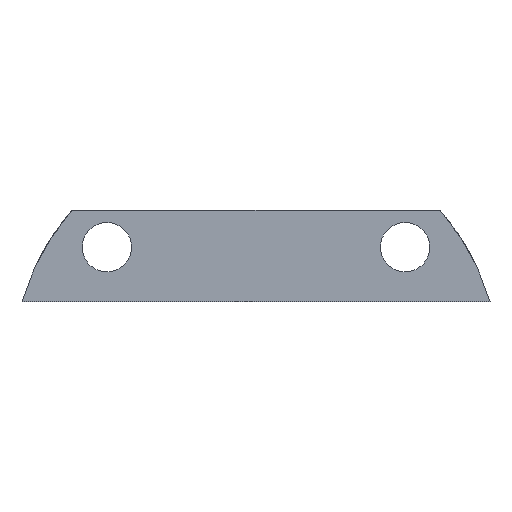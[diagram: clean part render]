
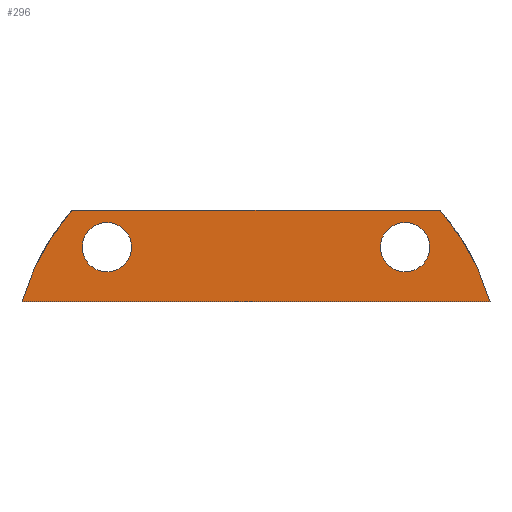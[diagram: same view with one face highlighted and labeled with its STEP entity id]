
A CAD part, front view. The second image highlights one B-rep face of the part: STEP entity #296.
In plain terms, the highlighted planar face has unit normal (0, -1, 0).
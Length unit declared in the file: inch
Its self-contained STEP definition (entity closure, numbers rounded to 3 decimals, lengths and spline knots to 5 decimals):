
#53 = ORIENTED_EDGE ( 'NONE', *, *, #358, .F. ) ;
#93 = VERTEX_POINT ( 'NONE', #1467 ) ;
#164 = AXIS2_PLACEMENT_3D ( 'NONE', #2353, #667, #1410 ) ;
#204 = AXIS2_PLACEMENT_3D ( 'NONE', #1025, #1954, #1610 ) ;
#212 = ORIENTED_EDGE ( 'NONE', *, *, #581, .T. ) ;
#229 = DIRECTION ( 'NONE',  ( 0., 1., 0. ) ) ;
#278 = CARTESIAN_POINT ( 'NONE',  ( 1.3337, 0., 0.39159 ) ) ;
#290 = CARTESIAN_POINT ( 'NONE',  ( -0.85, 0., 0.70121 ) ) ;
#296 = ADVANCED_FACE ( 'NONE', ( #994, #604, #1747 ), #1182, .F. ) ;
#358 = EDGE_CURVE ( 'NONE', #93, #1585, #1632, .T. ) ;
#365 = VERTEX_POINT ( 'NONE', #2322 ) ;
#468 = CARTESIAN_POINT ( 'NONE',  ( -0.85, 0., 0.70121 ) ) ;
#477 = DIRECTION ( 'NONE',  ( 0., 1., 0. ) ) ;
#530 = DIRECTION ( 'NONE',  ( 1., 0., 0. ) ) ;
#566 = EDGE_LOOP ( 'NONE', ( #572, #1115, #1253, #53 ) ) ;
#572 = ORIENTED_EDGE ( 'NONE', *, *, #1540, .T. ) ;
#581 = EDGE_CURVE ( 'NONE', #2246, #365, #1370, .T. ) ;
#596 = DIRECTION ( 'NONE',  ( 0., 0., 1. ) ) ;
#604 = FACE_BOUND ( 'NONE', #1995, .T. ) ;
#615 = CARTESIAN_POINT ( 'NONE',  ( 0., 0., 0. ) ) ;
#619 = EDGE_CURVE ( 'NONE', #2103, #2167, #1328, .T. ) ;
#661 = DIRECTION ( 'NONE',  ( 0., 0., 1. ) ) ;
#667 = DIRECTION ( 'NONE',  ( 0., 1., 0. ) ) ;
#669 = DIRECTION ( 'NONE',  ( 0., 0., 1. ) ) ;
#675 = EDGE_CURVE ( 'NONE', #893, #2016, #1920, .T. ) ;
#690 = ORIENTED_EDGE ( 'NONE', *, *, #1703, .T. ) ;
#757 = CARTESIAN_POINT ( 'NONE',  ( -1.05, 0., 0.91082 ) ) ;
#804 = DIRECTION ( 'NONE',  ( 0., 1., 0. ) ) ;
#827 = VECTOR ( 'NONE', #2017, 39.37008 ) ;
#870 = AXIS2_PLACEMENT_3D ( 'NONE', #468, #229, #661 ) ;
#893 = VERTEX_POINT ( 'NONE', #1952 ) ;
#950 = CARTESIAN_POINT ( 'NONE',  ( 0.85, 0., 0.84181 ) ) ;
#973 = DIRECTION ( 'NONE',  ( 0., 0., 1. ) ) ;
#994 = FACE_BOUND ( 'NONE', #1852, .T. ) ;
#1002 = DIRECTION ( 'NONE',  ( 0., 0., 1. ) ) ;
#1025 = CARTESIAN_POINT ( 'NONE',  ( 0., 0., 0. ) ) ;
#1115 = ORIENTED_EDGE ( 'NONE', *, *, #619, .F. ) ;
#1182 = PLANE ( 'NONE',  #1348 ) ;
#1253 = ORIENTED_EDGE ( 'NONE', *, *, #1508, .F. ) ;
#1258 = CARTESIAN_POINT ( 'NONE',  ( 0., 0., 0.39159 ) ) ;
#1328 = CIRCLE ( 'NONE', #204, 1.39 ) ;
#1336 = CARTESIAN_POINT ( 'NONE',  ( 1.05, 0., 0.91082 ) ) ;
#1348 = AXIS2_PLACEMENT_3D ( 'NONE', #615, #804, #596 ) ;
#1370 = CIRCLE ( 'NONE', #1686, 0.1406 ) ;
#1390 = AXIS2_PLACEMENT_3D ( 'NONE', #2130, #1913, #973 ) ;
#1410 = DIRECTION ( 'NONE',  ( 0., 0., 1. ) ) ;
#1467 = CARTESIAN_POINT ( 'NONE',  ( -1.3337, 0., 0.39159 ) ) ;
#1508 = EDGE_CURVE ( 'NONE', #1585, #2103, #2196, .T. ) ;
#1540 = EDGE_CURVE ( 'NONE', #93, #2167, #2206, .T. ) ;
#1585 = VERTEX_POINT ( 'NONE', #757 ) ;
#1598 = CARTESIAN_POINT ( 'NONE',  ( -0.85, 0., 0.56061 ) ) ;
#1609 = VECTOR ( 'NONE', #530, 39.37008 ) ;
#1610 = DIRECTION ( 'NONE',  ( 0., 0., 1. ) ) ;
#1619 = DIRECTION ( 'NONE',  ( 0., 1., 0. ) ) ;
#1632 = CIRCLE ( 'NONE', #2385, 1.39 ) ;
#1684 = ORIENTED_EDGE ( 'NONE', *, *, #675, .T. ) ;
#1686 = AXIS2_PLACEMENT_3D ( 'NONE', #290, #477, #669 ) ;
#1703 = EDGE_CURVE ( 'NONE', #365, #2246, #1770, .T. ) ;
#1747 = FACE_OUTER_BOUND ( 'NONE', #566, .T. ) ;
#1770 = CIRCLE ( 'NONE', #870, 0.1406 ) ;
#1828 = CIRCLE ( 'NONE', #1390, 0.1406 ) ;
#1852 = EDGE_LOOP ( 'NONE', ( #690, #212 ) ) ;
#1913 = DIRECTION ( 'NONE',  ( 0., 1., 0. ) ) ;
#1920 = CIRCLE ( 'NONE', #164, 0.1406 ) ;
#1952 = CARTESIAN_POINT ( 'NONE',  ( 0.85, 0., 0.56061 ) ) ;
#1954 = DIRECTION ( 'NONE',  ( 0., 1., 0. ) ) ;
#1978 = CARTESIAN_POINT ( 'NONE',  ( 0., 0., 0. ) ) ;
#1995 = EDGE_LOOP ( 'NONE', ( #2185, #1684 ) ) ;
#2003 = CARTESIAN_POINT ( 'NONE',  ( 0., 0., 0.91082 ) ) ;
#2016 = VERTEX_POINT ( 'NONE', #950 ) ;
#2017 = DIRECTION ( 'NONE',  ( 1., 0., 0. ) ) ;
#2103 = VERTEX_POINT ( 'NONE', #1336 ) ;
#2130 = CARTESIAN_POINT ( 'NONE',  ( 0.85, 0., 0.70121 ) ) ;
#2167 = VERTEX_POINT ( 'NONE', #278 ) ;
#2185 = ORIENTED_EDGE ( 'NONE', *, *, #2187, .T. ) ;
#2187 = EDGE_CURVE ( 'NONE', #2016, #893, #1828, .T. ) ;
#2196 = LINE ( 'NONE', #2003, #1609 ) ;
#2206 = LINE ( 'NONE', #1258, #827 ) ;
#2246 = VERTEX_POINT ( 'NONE', #1598 ) ;
#2322 = CARTESIAN_POINT ( 'NONE',  ( -0.85, 0., 0.84181 ) ) ;
#2353 = CARTESIAN_POINT ( 'NONE',  ( 0.85, 0., 0.70121 ) ) ;
#2385 = AXIS2_PLACEMENT_3D ( 'NONE', #1978, #1619, #1002 ) ;
